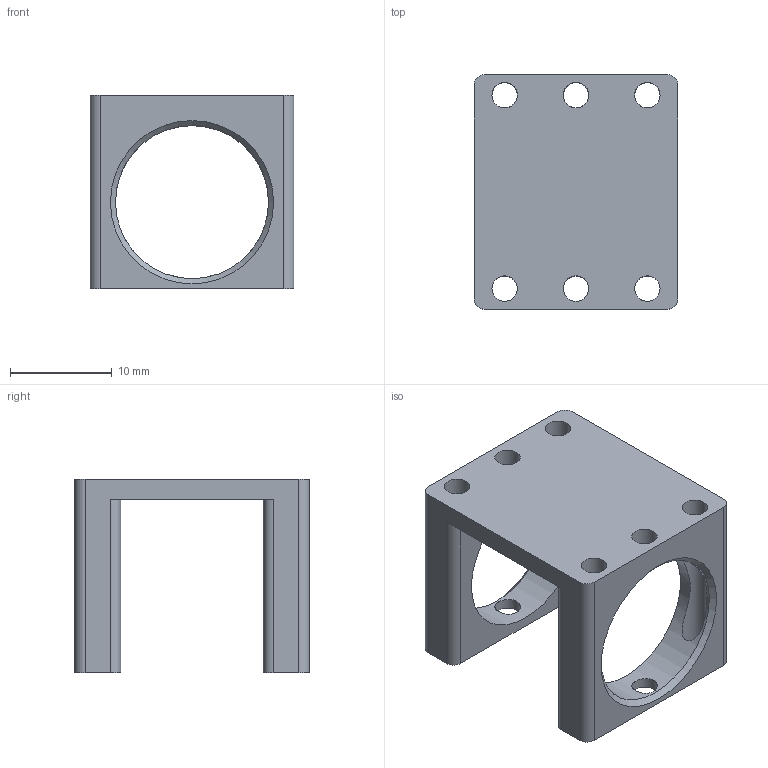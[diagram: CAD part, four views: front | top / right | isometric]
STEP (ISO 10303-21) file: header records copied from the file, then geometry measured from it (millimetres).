
FILE_DESCRIPTION(/* description */ (''),/* implementation_level */ '2;1');
FILE_NAME(/* name */ '059095_C.stp',/* time_stamp */ '2021-03-14T23:16:54+01:00',/* author */ (''),/* organization */ (''),/* preprocessor_version */ 'ST-DEVELOPER v16.7',/* originating_system */ 'SIEMENS PLM Software NX 1934',/* authorisation */ '');
FILE_SCHEMA (('AUTOMOTIVE_DESIGN { 1 0 10303 214 3 1 1 1 }'));
Length unit declared in the file: millimetre
Products named in the file (1): 059095_C-Waveplate Holder
Bounding box: 20 x 23 x 19 mm (x, y, z)
Volume: 2022.2 mm3; surface area: 2726.4 mm2
Topology: 1 solids, 1 shells, 30 faces, 98 edges, 66 vertices
Faces by surface type: cylinder 18, plane 10, cone 2
Full cylindrical faces by diameter (mm): 2.5 x8, 15.02 x2
Entity records: 1332 total; most frequent: CARTESIAN_POINT 491, DIRECTION 162, ORIENTED_EDGE 148, EDGE_CURVE 74, EDGE_LOOP 70, AXIS2_PLACEMENT_3D 65, FACE_BOUND 59, VERTEX_POINT 58
